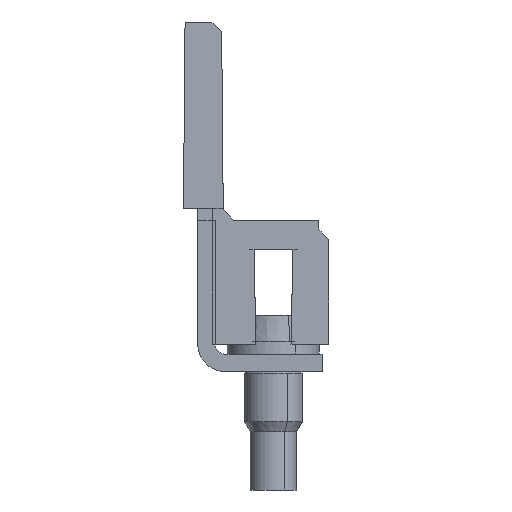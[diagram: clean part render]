
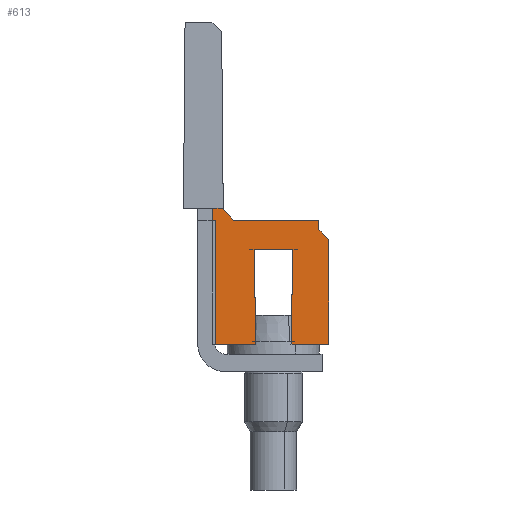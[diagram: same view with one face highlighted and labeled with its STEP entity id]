
A CAD part, left-side view. The second image highlights one B-rep face of the part: STEP entity #613.
In plain terms, the highlighted planar face has unit normal (-1, 0, 0.009).
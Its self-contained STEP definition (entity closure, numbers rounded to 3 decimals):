
#522=AXIS2_PLACEMENT_3D('Plane Axis2P3D',#519,#520,#521) ;
#37=CARTESIAN_POINT('Line Origine',(0.196,5.16,14.165)) ;
#41=CARTESIAN_POINT('Vertex',(0.198,5.425,14.429)) ;
#43=CARTESIAN_POINT('Vertex',(0.193,4.895,13.9)) ;
#300=CARTESIAN_POINT('Vertex',(0.198,5.425,14.5)) ;
#303=CARTESIAN_POINT('Line Origine',(0.198,5.425,14.465)) ;
#482=CARTESIAN_POINT('Line Origine',(0.193,2.698,13.9)) ;
#486=CARTESIAN_POINT('Vertex',(0.193,0.5,13.9)) ;
#519=CARTESIAN_POINT('Axis2P3D Location',(0.138,0.,7.5)) ;
#524=CARTESIAN_POINT('Line Origine',(0.138,0.968,7.5)) ;
#528=CARTESIAN_POINT('Vertex',(0.138,0.,7.5)) ;
#530=CARTESIAN_POINT('Vertex',(0.138,1.935,7.5)) ;
#533=CARTESIAN_POINT('Line Origine',(0.161,0.,10.2)) ;
#537=CARTESIAN_POINT('Vertex',(0.185,0.,12.9)) ;
#540=CARTESIAN_POINT('Line Origine',(0.187,0.25,13.15)) ;
#544=CARTESIAN_POINT('Vertex',(0.189,0.5,13.4)) ;
#547=CARTESIAN_POINT('Line Origine',(0.191,0.5,13.65)) ;
#552=CARTESIAN_POINT('Line Origine',(0.199,5.694,14.5)) ;
#556=CARTESIAN_POINT('Vertex',(0.198,5.963,14.5)) ;
#559=CARTESIAN_POINT('Line Origine',(0.168,5.963,11.)) ;
#563=CARTESIAN_POINT('Vertex',(0.138,5.963,7.5)) ;
#566=CARTESIAN_POINT('Line Origine',(0.138,4.851,7.5)) ;
#570=CARTESIAN_POINT('Vertex',(0.138,3.74,7.5)) ;
#574=CARTESIAN_POINT('Control Point',(0.138,3.74,7.5)) ;
#575=CARTESIAN_POINT('Control Point',(0.146,3.761,8.48)) ;
#576=CARTESIAN_POINT('Control Point',(0.155,3.781,9.46)) ;
#577=CARTESIAN_POINT('Control Point',(0.163,3.801,10.44)) ;
#578=CARTESIAN_POINT('Control Point',(0.172,3.82,11.42)) ;
#579=CARTESIAN_POINT('Control Point',(0.18,3.839,12.4)) ;
#580=CARTESIAN_POINT('Vertex',(0.18,3.839,12.4)) ;
#583=CARTESIAN_POINT('Line Origine',(0.18,2.838,12.4)) ;
#587=CARTESIAN_POINT('Vertex',(0.18,1.836,12.4)) ;
#591=CARTESIAN_POINT('Control Point',(0.138,1.935,7.5)) ;
#592=CARTESIAN_POINT('Control Point',(0.146,1.914,8.48)) ;
#593=CARTESIAN_POINT('Control Point',(0.155,1.894,9.46)) ;
#594=CARTESIAN_POINT('Control Point',(0.163,1.874,10.44)) ;
#595=CARTESIAN_POINT('Control Point',(0.172,1.855,11.42)) ;
#596=CARTESIAN_POINT('Control Point',(0.18,1.836,12.4)) ;
#38=DIRECTION('Vector Direction',(-0.006,-0.707,-0.707)) ;
#304=DIRECTION('Vector Direction',(-0.009,-0.009,-1.)) ;
#483=DIRECTION('Vector Direction',(0.,-1.,0.)) ;
#520=DIRECTION('Axis2P3D Direction',(-1.,0.,0.009)) ;
#521=DIRECTION('Axis2P3D XDirection',(0.009,0.,1.)) ;
#525=DIRECTION('Vector Direction',(0.,1.,0.)) ;
#534=DIRECTION('Vector Direction',(0.009,0.,1.)) ;
#541=DIRECTION('Vector Direction',(-0.006,-0.707,-0.707)) ;
#548=DIRECTION('Vector Direction',(-0.009,0.,-1.)) ;
#553=DIRECTION('Vector Direction',(0.,1.,0.)) ;
#560=DIRECTION('Vector Direction',(0.009,0.,1.)) ;
#567=DIRECTION('Vector Direction',(0.,1.,0.)) ;
#584=DIRECTION('Vector Direction',(0.,1.,0.)) ;
#39=VECTOR('Line Direction',#38,1.) ;
#305=VECTOR('Line Direction',#304,1.) ;
#484=VECTOR('Line Direction',#483,1.) ;
#526=VECTOR('Line Direction',#525,1.) ;
#535=VECTOR('Line Direction',#534,1.) ;
#542=VECTOR('Line Direction',#541,1.) ;
#549=VECTOR('Line Direction',#548,1.) ;
#554=VECTOR('Line Direction',#553,1.) ;
#561=VECTOR('Line Direction',#560,1.) ;
#568=VECTOR('Line Direction',#567,1.) ;
#585=VECTOR('Line Direction',#584,1.) ;
#599=ORIENTED_EDGE('',*,*,#532,.F.) ;
#600=ORIENTED_EDGE('',*,*,#539,.T.) ;
#601=ORIENTED_EDGE('',*,*,#546,.F.) ;
#602=ORIENTED_EDGE('',*,*,#551,.F.) ;
#603=ORIENTED_EDGE('',*,*,#488,.F.) ;
#604=ORIENTED_EDGE('',*,*,#45,.F.) ;
#605=ORIENTED_EDGE('',*,*,#307,.F.) ;
#606=ORIENTED_EDGE('',*,*,#558,.T.) ;
#607=ORIENTED_EDGE('',*,*,#565,.F.) ;
#608=ORIENTED_EDGE('',*,*,#572,.F.) ;
#609=ORIENTED_EDGE('',*,*,#582,.T.) ;
#610=ORIENTED_EDGE('',*,*,#589,.F.) ;
#611=ORIENTED_EDGE('',*,*,#597,.F.) ;
#613=ADVANCED_FACE('KU_WQV4/6',(#612),#523,.T.) ;
#573=B_SPLINE_CURVE_WITH_KNOTS('',5,(#574,#575,#576,#577,#578,#579),.UNSPECIFIED.,.F.,.U.,(6,6),(0.,6.931),.UNSPECIFIED.) ;
#590=B_SPLINE_CURVE_WITH_KNOTS('',5,(#591,#592,#593,#594,#595,#596),.UNSPECIFIED.,.F.,.U.,(6,6),(0.,6.931),.UNSPECIFIED.) ;
#45=EDGE_CURVE('',#42,#44,#40,.T.) ;
#307=EDGE_CURVE('',#301,#42,#306,.T.) ;
#488=EDGE_CURVE('',#44,#487,#485,.T.) ;
#532=EDGE_CURVE('',#529,#531,#527,.T.) ;
#539=EDGE_CURVE('',#529,#538,#536,.T.) ;
#546=EDGE_CURVE('',#545,#538,#543,.T.) ;
#551=EDGE_CURVE('',#487,#545,#550,.T.) ;
#558=EDGE_CURVE('',#301,#557,#555,.T.) ;
#565=EDGE_CURVE('',#564,#557,#562,.T.) ;
#572=EDGE_CURVE('',#571,#564,#569,.T.) ;
#582=EDGE_CURVE('',#571,#581,#573,.T.) ;
#589=EDGE_CURVE('',#588,#581,#586,.T.) ;
#597=EDGE_CURVE('',#531,#588,#590,.T.) ;
#598=EDGE_LOOP('',(#599,#600,#601,#602,#603,#604,#605,#606,#607,#608,#609,#610,#611)) ;
#612=FACE_OUTER_BOUND('',#598,.T.) ;
#40=LINE('Line',#37,#39) ;
#306=LINE('Line',#303,#305) ;
#485=LINE('Line',#482,#484) ;
#527=LINE('Line',#524,#526) ;
#536=LINE('Line',#533,#535) ;
#543=LINE('Line',#540,#542) ;
#550=LINE('Line',#547,#549) ;
#555=LINE('Line',#552,#554) ;
#562=LINE('Line',#559,#561) ;
#569=LINE('Line',#566,#568) ;
#586=LINE('Line',#583,#585) ;
#523=PLANE('',#522) ;
#42=VERTEX_POINT('',#41) ;
#44=VERTEX_POINT('',#43) ;
#301=VERTEX_POINT('',#300) ;
#487=VERTEX_POINT('',#486) ;
#529=VERTEX_POINT('',#528) ;
#531=VERTEX_POINT('',#530) ;
#538=VERTEX_POINT('',#537) ;
#545=VERTEX_POINT('',#544) ;
#557=VERTEX_POINT('',#556) ;
#564=VERTEX_POINT('',#563) ;
#571=VERTEX_POINT('',#570) ;
#581=VERTEX_POINT('',#580) ;
#588=VERTEX_POINT('',#587) ;
